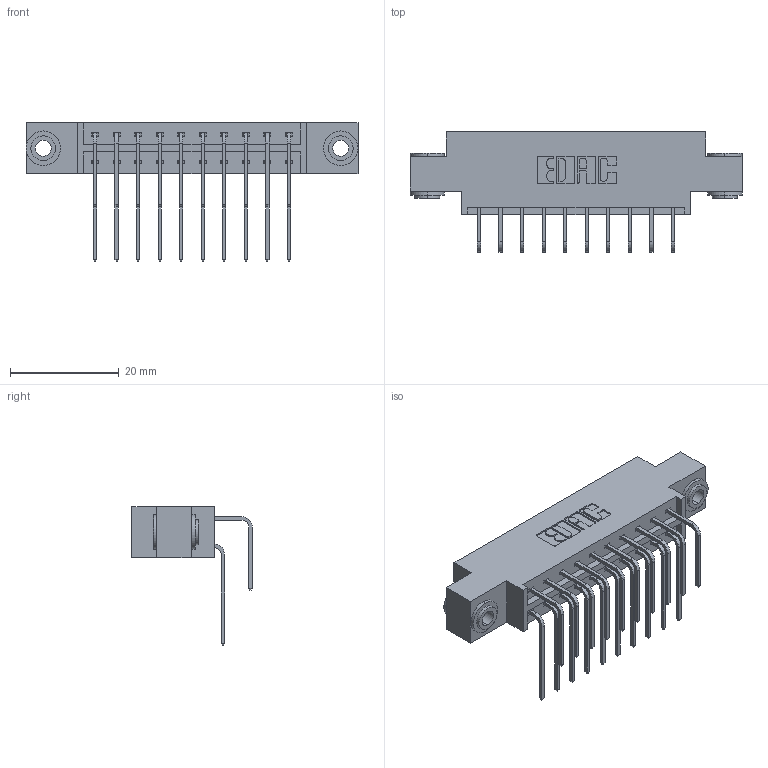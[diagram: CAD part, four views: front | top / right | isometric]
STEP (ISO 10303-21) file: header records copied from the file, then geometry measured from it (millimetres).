
FILE_DESCRIPTION (( 'STEP AP203' ), '1' );
FILE_NAME ('833-020-558-803.STEP', '2020-06-01T14:02:33', ( '' ), ( '' ), 'SwSTEP 2.0', 'SolidWorks 2020', '' );
FILE_SCHEMA (( 'CONFIG_CONTROL_DESIGN' ));
Length unit declared in the file: inch
Products named in the file (5): 345-292-001_558 Tail - 2; 833-020-558-803; 345-250-002_345-250-002-102; 833 Part_Offset - .156 Dia - TH; 345-292-001_558 559 Tail - 1
Assembly tree (23 placements, depth 2):
  833-020-558-803
    833 Part_Offset - .156 Dia - TH
    345-292-001_558 559 Tail - 1  x10
    345-292-001_558 Tail - 2  x10
    345-250-002_345-250-002-102  x2
Bounding box: 61.16 x 22.17 x 25.53 mm (x, y, z)
Volume: 5852.1 mm3; surface area: 7591.2 mm2
Topology: 23 solids, 23 shells, 1236 faces, 3619 edges, 2382 vertices
Faces by surface type: plane 844, cylinder 384, cone 8
Entity records: 13138 total; most frequent: CARTESIAN_POINT 2244, ORIENTED_EDGE 2122, DIRECTION 1987, EDGE_CURVE 1061, VECTOR 869, LINE 869, VERTEX_POINT 702, AXIS2_PLACEMENT_3D 559
